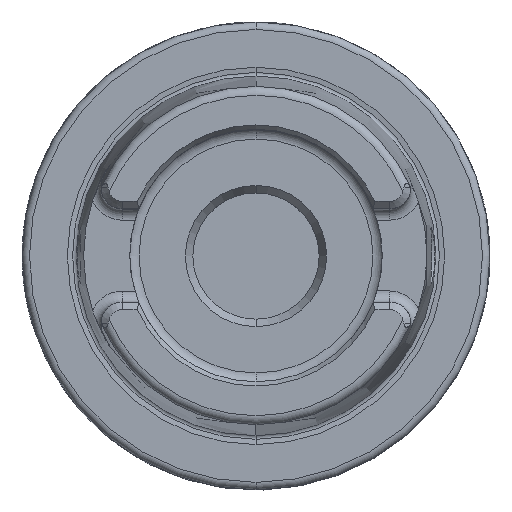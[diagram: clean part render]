
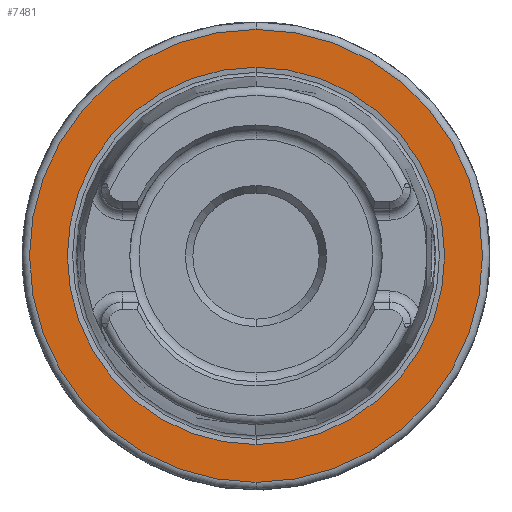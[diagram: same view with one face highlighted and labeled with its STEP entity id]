
A CAD part, top view. The second image highlights one B-rep face of the part: STEP entity #7481.
In plain terms, the highlighted planar face has unit normal (0, 0, 1).
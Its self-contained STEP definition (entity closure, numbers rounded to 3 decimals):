
#1264=CARTESIAN_POINT('',(0,0,26));
#1265=DIRECTION('',(0,0,-1));
#1266=DIRECTION('',(0,1,0));
#1267=AXIS2_PLACEMENT_3D('',#1264,#1265,#1266);
#1277=CARTESIAN_POINT('',(0,0,26));
#1278=DIRECTION('',(0,0,1));
#1279=DIRECTION('',(0,1,0));
#1280=AXIS2_PLACEMENT_3D('',#1277,#1278,#1279);
#1282=CARTESIAN_POINT('',(0,0,26));
#1283=DIRECTION('',(0,0,1));
#1284=DIRECTION('',(0,1,0));
#1285=AXIS2_PLACEMENT_3D('',#1282,#1283,#1284);
#1287=CARTESIAN_POINT('',(0,0,26));
#1288=DIRECTION('',(0,0,1));
#1289=DIRECTION('',(0,-1,0));
#1290=AXIS2_PLACEMENT_3D('',#1287,#1288,#1289);
#5331=CARTESIAN_POINT('',(0,25.409,26));
#5333=VERTEX_POINT('',#5331);
#5367=CARTESIAN_POINT('',(0,-25.409,26));
#5369=VERTEX_POINT('',#5367);
#5433=CARTESIAN_POINT('',(0,30.5,26));
#5434=CARTESIAN_POINT('',(0,-30.5,26));
#5435=VERTEX_POINT('',#5433);
#5436=VERTEX_POINT('',#5434);
#7466=CARTESIAN_POINT('',(0,0,26));
#7467=DIRECTION('',(0,0,-1));
#7468=DIRECTION('',(0,-1,0));
#7469=AXIS2_PLACEMENT_3D('',#7466,#7467,#7468);
#7470=PLANE('',#7469);
#7472=ORIENTED_EDGE('',*,*,#7471,.F.);
#7474=ORIENTED_EDGE('',*,*,#7473,.F.);
#7475=EDGE_LOOP('',(#7472,#7474));
#7476=FACE_OUTER_BOUND('',#7475,.F.);
#7477=ORIENTED_EDGE('',*,*,#7461,.T.);
#7478=ORIENTED_EDGE('',*,*,#7445,.F.);
#7479=EDGE_LOOP('',(#7477,#7478));
#7480=FACE_BOUND('',#7479,.F.);
#7481=ADVANCED_FACE('',(#7476,#7480),#7470,.F.);
#1268=CIRCLE('',#1267,25.409);
#1281=CIRCLE('',#1280,25.409);
#1286=CIRCLE('',#1285,30.5);
#1291=CIRCLE('',#1290,30.5);
#7445=EDGE_CURVE('',#5333,#5369,#1268,.T.);
#7461=EDGE_CURVE('',#5333,#5369,#1281,.T.);
#7471=EDGE_CURVE('',#5435,#5436,#1286,.T.);
#7473=EDGE_CURVE('',#5436,#5435,#1291,.T.);
